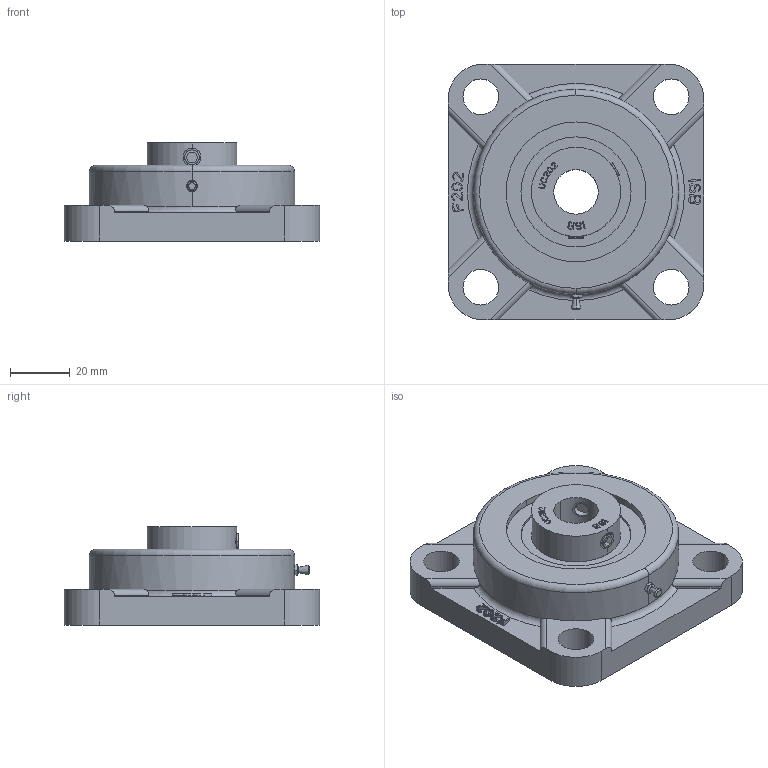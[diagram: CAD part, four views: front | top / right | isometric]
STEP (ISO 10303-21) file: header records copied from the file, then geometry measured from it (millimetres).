
FILE_DESCRIPTION((''),'2;1');
FILE_NAME('UCF202','2016-05-31T',('giuseppe.caruso'),(''),'CREO PARAMETRIC BY PTC INC, 2014500','CREO PARAMETRIC BY PTC INC, 2014500','');
FILE_SCHEMA(('CONFIG_CONTROL_DESIGN'));
Length unit declared in the file: millimetre
Products named in the file (1): UCF202
Bounding box: 86 x 86 x 33 mm (x, y, z)
Volume: 103830.6 mm3; surface area: 37456.2 mm2
Topology: 15 solids, 18 shells, 664 faces, 1850 edges, 1210 vertices
Faces by surface type: plane 562, cylinder 60, sphere 22, torus 10, cone 6, bspline 4
Entity records: 21152 total; most frequent: CARTESIAN_POINT 4212, ORIENTED_EDGE 3614, DIRECTION 3240, EDGE_CURVE 1814, VECTOR 1594, LINE 1594, VERTEX_POINT 1210, AXIS2_PLACEMENT_3D 823
